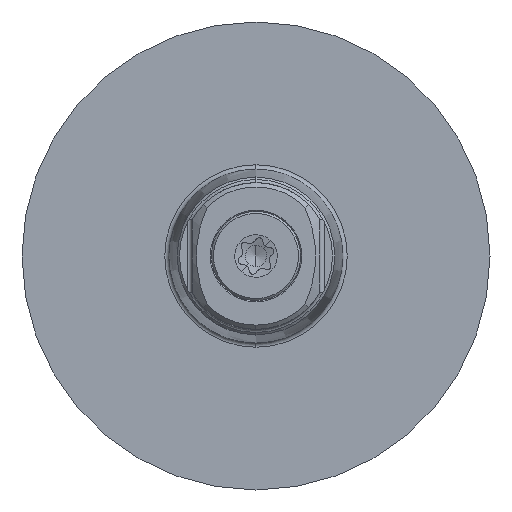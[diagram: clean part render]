
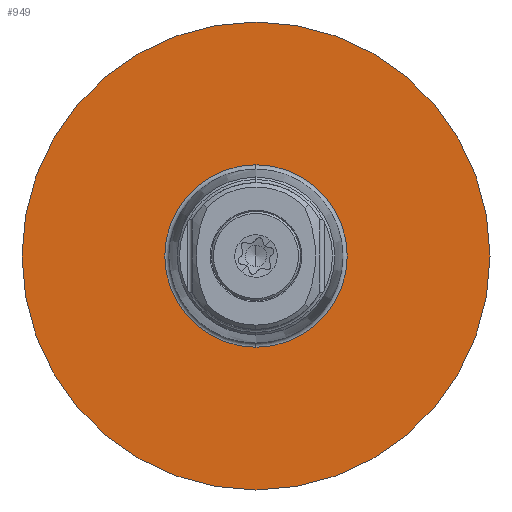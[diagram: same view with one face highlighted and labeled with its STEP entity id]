
A CAD part, left-side view. The second image highlights one B-rep face of the part: STEP entity #949.
In plain terms, the highlighted planar face has unit normal (-1, 0, 0).
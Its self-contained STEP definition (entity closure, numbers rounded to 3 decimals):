
#80 = DIRECTION ( 'NONE',  ( 0., 0., 1. ) ) ;
#240 = EDGE_CURVE ( 'NONE', #2160, #2299, #721, .T. ) ;
#268 = CIRCLE ( 'NONE', #2928, 4.288 ) ;
#332 = DIRECTION ( 'NONE',  ( -1., 0., 0. ) ) ;
#395 = DIRECTION ( 'NONE',  ( 0., 0., 1. ) ) ;
#439 = ORIENTED_EDGE ( 'NONE', *, *, #1388, .T. ) ;
#516 = AXIS2_PLACEMENT_3D ( 'NONE', #2370, #332, #1493 ) ;
#547 = AXIS2_PLACEMENT_3D ( 'NONE', #2451, #1637, #684 ) ;
#684 = DIRECTION ( 'NONE',  ( 0., 0., 1. ) ) ;
#697 = CIRCLE ( 'NONE', #547, 11. ) ;
#721 = CIRCLE ( 'NONE', #1754, 11. ) ;
#788 = DIRECTION ( 'NONE',  ( -1., 0., 0. ) ) ;
#809 = ORIENTED_EDGE ( 'NONE', *, *, #1553, .F. ) ;
#898 = CARTESIAN_POINT ( 'NONE',  ( 0., 0., -11. ) ) ;
#949 = ADVANCED_FACE ( 'NONE', ( #2602, #1259 ), #1274, .F. ) ;
#1059 = DIRECTION ( 'NONE',  ( 1., 0., 0. ) ) ;
#1259 = FACE_OUTER_BOUND ( 'NONE', #1722, .T. ) ;
#1274 = PLANE ( 'NONE',  #2178 ) ;
#1329 = VERTEX_POINT ( 'NONE', #2930 ) ;
#1388 = EDGE_CURVE ( 'NONE', #2299, #2160, #697, .T. ) ;
#1415 = ORIENTED_EDGE ( 'NONE', *, *, #2000, .F. ) ;
#1493 = DIRECTION ( 'NONE',  ( 0., 0., 1. ) ) ;
#1518 = DIRECTION ( 'NONE',  ( -1., 0., 0. ) ) ;
#1553 = EDGE_CURVE ( 'NONE', #1329, #2186, #268, .T. ) ;
#1637 = DIRECTION ( 'NONE',  ( -1., 0., 0. ) ) ;
#1722 = EDGE_LOOP ( 'NONE', ( #439, #2307 ) ) ;
#1754 = AXIS2_PLACEMENT_3D ( 'NONE', #2659, #1518, #395 ) ;
#1839 = CIRCLE ( 'NONE', #516, 4.288 ) ;
#1927 = CARTESIAN_POINT ( 'NONE',  ( 0., 4.288, 0. ) ) ;
#2000 = EDGE_CURVE ( 'NONE', #2186, #1329, #1839, .T. ) ;
#2160 = VERTEX_POINT ( 'NONE', #898 ) ;
#2178 = AXIS2_PLACEMENT_3D ( 'NONE', #1927, #1059, #2843 ) ;
#2186 = VERTEX_POINT ( 'NONE', #2697 ) ;
#2299 = VERTEX_POINT ( 'NONE', #2793 ) ;
#2307 = ORIENTED_EDGE ( 'NONE', *, *, #240, .T. ) ;
#2370 = CARTESIAN_POINT ( 'NONE',  ( 0., 0., 0. ) ) ;
#2451 = CARTESIAN_POINT ( 'NONE',  ( 0., 0., 0. ) ) ;
#2559 = EDGE_LOOP ( 'NONE', ( #809, #1415 ) ) ;
#2602 = FACE_BOUND ( 'NONE', #2559, .T. ) ;
#2659 = CARTESIAN_POINT ( 'NONE',  ( 0., 0., 0. ) ) ;
#2672 = CARTESIAN_POINT ( 'NONE',  ( 0., 0., 0. ) ) ;
#2697 = CARTESIAN_POINT ( 'NONE',  ( 0., 0., -4.288 ) ) ;
#2793 = CARTESIAN_POINT ( 'NONE',  ( 0., 0., 11. ) ) ;
#2843 = DIRECTION ( 'NONE',  ( 0., 0., -1. ) ) ;
#2928 = AXIS2_PLACEMENT_3D ( 'NONE', #2672, #788, #80 ) ;
#2930 = CARTESIAN_POINT ( 'NONE',  ( 0., 0., 4.288 ) ) ;
